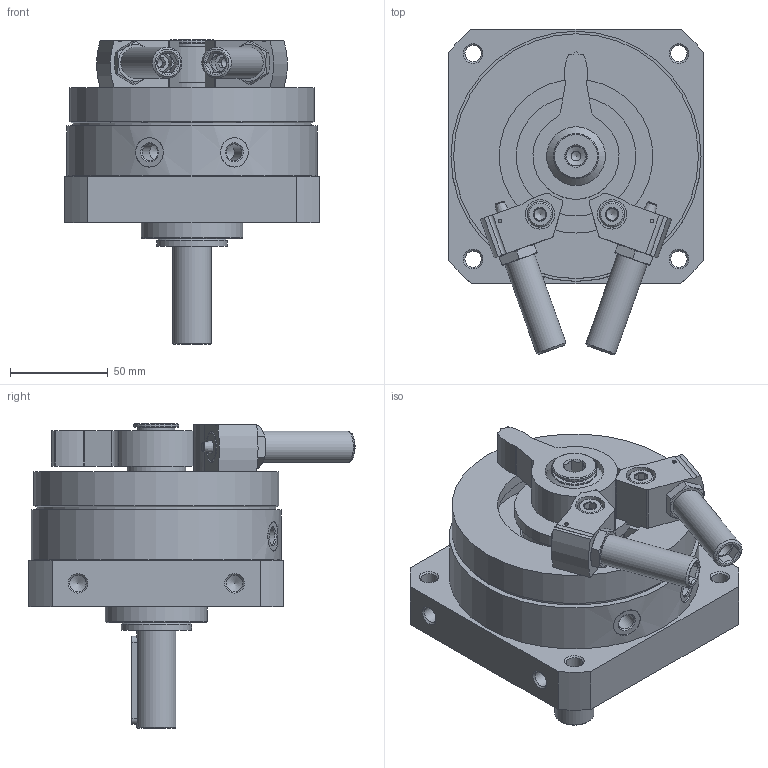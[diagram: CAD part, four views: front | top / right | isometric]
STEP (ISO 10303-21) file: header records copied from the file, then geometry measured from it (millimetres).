
FILE_DESCRIPTION(/* description */ ('STEP AP214'),/* implementation_level */ '2;1');
FILE_NAME(/* name */ '566211_DSM-40-270-P1-A-B',/* time_stamp */ '2024-08-21T18:45:10+02:00',/* author */ ('License CC BY-ND 4.0'),/* organization */ ('CADENAS'),/* preprocessor_version */ 'ST-DEVELOPER v19.3',/* originating_system */ 'PARTsolutions',/* authorisation */ ' ');
FILE_SCHEMA (('AUTOMOTIVE_DESIGN {1 0 10303 214 3 1 1}'));
Length unit declared in the file: millimetre
Products named in the file (9): 566211 DSM-40-270-P1-A-B--(0); 566211 DSM-40-270-P1-A-B_G---(B); 704067 DSM-40-BR---(HZ); 548377 DYEF-M16-Y1F_P; 342623 DSM-40_NS; DIN-912 - M8x30(F); 348988 SPZ-25-P-A M16X1-5-19; 704066 DSM-40-BL---(HZ); 566211 DSM-40-270-P1-A-B_K---(B)
Assembly tree (12 placements, depth 2):
  566211 DSM-40-270-P1-A-B--(0)
    566211 DSM-40-270-P1-A-B_G---(B)
    704067 DSM-40-BR---(HZ)
    548377 DYEF-M16-Y1F_P  x2
    342623 DSM-40_NS  x2
    DIN-912 - M8x30(F)  x2
    348988 SPZ-25-P-A M16X1-5-19  x2
    704066 DSM-40-BL---(HZ)
    566211 DSM-40-270-P1-A-B_K---(B)
Bounding box: 130 x 166.5 x 155.5 mm (x, y, z)
Volume: 983581.3 mm3; surface area: 156719.4 mm2
Topology: 12 solids, 12 shells, 364 faces, 829 edges, 516 vertices
Faces by surface type: plane 168, cylinder 105, cone 88, torus 3
Full cylindrical faces by diameter (mm): 1.567 x2, 4.917 x2, 6.4 x1, 6.647 x2, 8 x2, 8.376 x10, 8.566 x2, 8.917 x2, 9 x2, 13 x2, 14.917 x4, 15 x4, 16 x2, 19 x1, 20 x1, 23 x2, 30 x3, 36 x1, 52 x1, 53 x1, 61 x1, 78.5 x1, 90 x1, 102 x1, 122 x1, 125 x1, 127.65 x1
Entity records: 7796 total; most frequent: CARTESIAN_POINT 1395, DIRECTION 1311, ORIENTED_EDGE 1010, AXIS2_PLACEMENT_3D 550, EDGE_CURVE 505, FACE_BOUND 451, EDGE_LOOP 439, VERTEX_POINT 388
